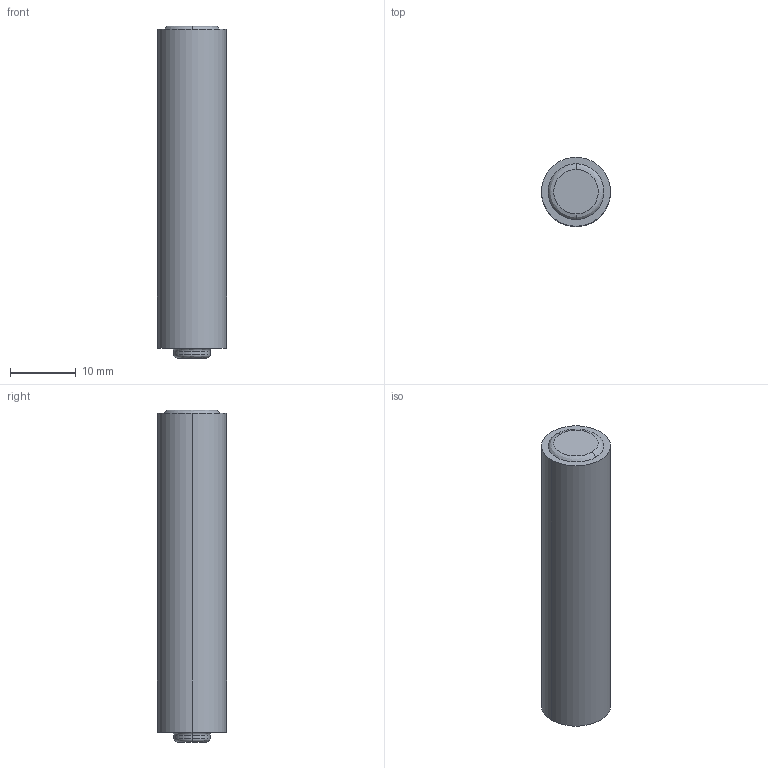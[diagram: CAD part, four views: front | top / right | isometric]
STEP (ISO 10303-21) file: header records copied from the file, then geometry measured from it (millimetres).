
FILE_DESCRIPTION (( 'STEP AP214' ), '1' );
FILE_NAME ('BAbeta_battery_metal.STEP', '2019-09-11T08:35:35', ( '' ), ( '' ), 'SwSTEP 2.0', 'SolidWorks 2019', '' );
FILE_SCHEMA (( 'AUTOMOTIVE_DESIGN' ));
Length unit declared in the file: millimetre
Products named in the file (1): BAbeta_battery_metal
Bounding box: 10.5 x 10.5 x 50.5 mm (x, y, z)
Volume: 4257.6 mm3; surface area: 1806.5 mm2
Topology: 1 solids, 1 shells, 21 faces, 40 edges, 24 vertices
Faces by surface type: bspline 12, plane 5, cylinder 4
Entity records: 704 total; most frequent: CARTESIAN_POINT 290, ORIENTED_EDGE 80, DIRECTION 80, EDGE_CURVE 40, AXIS2_PLACEMENT_3D 38, CIRCLE 28, VERTEX_POINT 24, EDGE_LOOP 24
